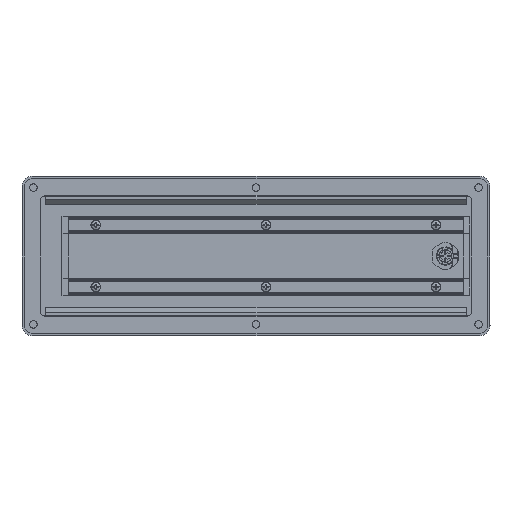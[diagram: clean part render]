
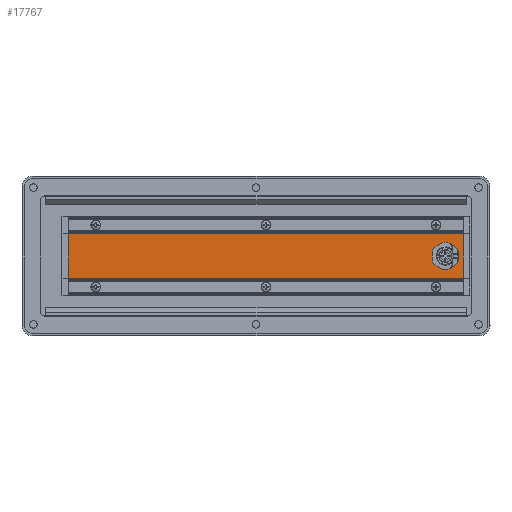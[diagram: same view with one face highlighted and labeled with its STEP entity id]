
A CAD part, front view. The second image highlights one B-rep face of the part: STEP entity #17767.
In plain terms, the highlighted planar face has unit normal (0, -1, 0).
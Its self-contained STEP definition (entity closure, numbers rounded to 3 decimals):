
#2314 = LINE ( 'NONE', #12666, #4585 ) ;
#2388 = CIRCLE ( 'NONE', #21352, 8. ) ;
#2769 = DIRECTION ( 'NONE',  ( 0., 1., 0. ) ) ;
#4484 = EDGE_CURVE ( 'NONE', #26092, #26088, #19772, .T. ) ;
#4585 = VECTOR ( 'NONE', #23028, 1000. ) ;
#4977 = DIRECTION ( 'NONE',  ( 0., -1., 0. ) ) ;
#5310 = FACE_BOUND ( 'NONE', #24080, .T. ) ;
#5397 = DIRECTION ( 'NONE',  ( 0., -1., 0. ) ) ;
#6061 = CARTESIAN_POINT ( 'NONE',  ( -123.5, 6., 14.8 ) ) ;
#6326 = AXIS2_PLACEMENT_3D ( 'NONE', #28645, #5397, #15757 ) ;
#6843 = CARTESIAN_POINT ( 'NONE',  ( 124.5, 6., 8. ) ) ;
#6850 = DIRECTION ( 'NONE',  ( 0., 0., -1. ) ) ;
#7395 = ORIENTED_EDGE ( 'NONE', *, *, #4484, .F. ) ;
#7525 = CARTESIAN_POINT ( 'NONE',  ( 136.5, 6., -14.8 ) ) ;
#7702 = VECTOR ( 'NONE', #29153, 1000. ) ;
#8451 = LINE ( 'NONE', #18832, #7702 ) ;
#8661 = AXIS2_PLACEMENT_3D ( 'NONE', #26018, #2769, #13111 ) ;
#8669 = CARTESIAN_POINT ( 'NONE',  ( -150., 6., -14.8 ) ) ;
#12217 = VERTEX_POINT ( 'NONE', #30295 ) ;
#12666 = CARTESIAN_POINT ( 'NONE',  ( -123.5, 6., 0. ) ) ;
#13111 = DIRECTION ( 'NONE',  ( 0., 0., 1. ) ) ;
#13427 = ORIENTED_EDGE ( 'NONE', *, *, #23857, .F. ) ;
#13881 = EDGE_CURVE ( 'NONE', #16170, #12217, #16635, .T. ) ;
#14009 = VERTEX_POINT ( 'NONE', #6061 ) ;
#15336 = DIRECTION ( 'NONE',  ( 0., 0., -1. ) ) ;
#15675 = PLANE ( 'NONE',  #8661 ) ;
#15757 = DIRECTION ( 'NONE',  ( 0., 0., -1. ) ) ;
#16170 = VERTEX_POINT ( 'NONE', #6843 ) ;
#16635 = CIRCLE ( 'NONE', #6326, 8. ) ;
#17767 = ADVANCED_FACE ( 'NONE', ( #28558, #5310 ), #15675, .F. ) ;
#17901 = CARTESIAN_POINT ( 'NONE',  ( -123.5, 6., -14.8 ) ) ;
#17913 = CARTESIAN_POINT ( 'NONE',  ( 136.5, 6., 14.8 ) ) ;
#18497 = ORIENTED_EDGE ( 'NONE', *, *, #24607, .T. ) ;
#18618 = VECTOR ( 'NONE', #6850, 1000. ) ;
#18680 = ORIENTED_EDGE ( 'NONE', *, *, #13881, .F. ) ;
#18832 = CARTESIAN_POINT ( 'NONE',  ( -150., 6., 14.8 ) ) ;
#19050 = DIRECTION ( 'NONE',  ( -1., 0., 0. ) ) ;
#19772 = LINE ( 'NONE', #30107, #18618 ) ;
#20040 = VECTOR ( 'NONE', #19050, 1000. ) ;
#21352 = AXIS2_PLACEMENT_3D ( 'NONE', #28224, #4977, #15336 ) ;
#22658 = EDGE_CURVE ( 'NONE', #14009, #26092, #8451, .T. ) ;
#23028 = DIRECTION ( 'NONE',  ( 0., 0., -1. ) ) ;
#23857 = EDGE_CURVE ( 'NONE', #12217, #16170, #2388, .T. ) ;
#24080 = EDGE_LOOP ( 'NONE', ( #13427, #18680 ) ) ;
#24167 = ORIENTED_EDGE ( 'NONE', *, *, #22658, .F. ) ;
#24607 = EDGE_CURVE ( 'NONE', #14009, #28444, #2314, .T. ) ;
#26018 = CARTESIAN_POINT ( 'NONE',  ( -150., 6., 15.1 ) ) ;
#26088 = VERTEX_POINT ( 'NONE', #7525 ) ;
#26092 = VERTEX_POINT ( 'NONE', #17913 ) ;
#28224 = CARTESIAN_POINT ( 'NONE',  ( 124.5, 6., 0. ) ) ;
#28444 = VERTEX_POINT ( 'NONE', #17901 ) ;
#28558 = FACE_OUTER_BOUND ( 'NONE', #32351, .T. ) ;
#28645 = CARTESIAN_POINT ( 'NONE',  ( 124.5, 6., 0. ) ) ;
#28875 = ORIENTED_EDGE ( 'NONE', *, *, #31999, .F. ) ;
#29153 = DIRECTION ( 'NONE',  ( 1., 0., 0. ) ) ;
#30107 = CARTESIAN_POINT ( 'NONE',  ( 136.5, 6., 0. ) ) ;
#30295 = CARTESIAN_POINT ( 'NONE',  ( 124.5, 6., -8. ) ) ;
#31920 = LINE ( 'NONE', #8669, #20040 ) ;
#31999 = EDGE_CURVE ( 'NONE', #26088, #28444, #31920, .T. ) ;
#32351 = EDGE_LOOP ( 'NONE', ( #18497, #28875, #7395, #24167 ) ) ;
